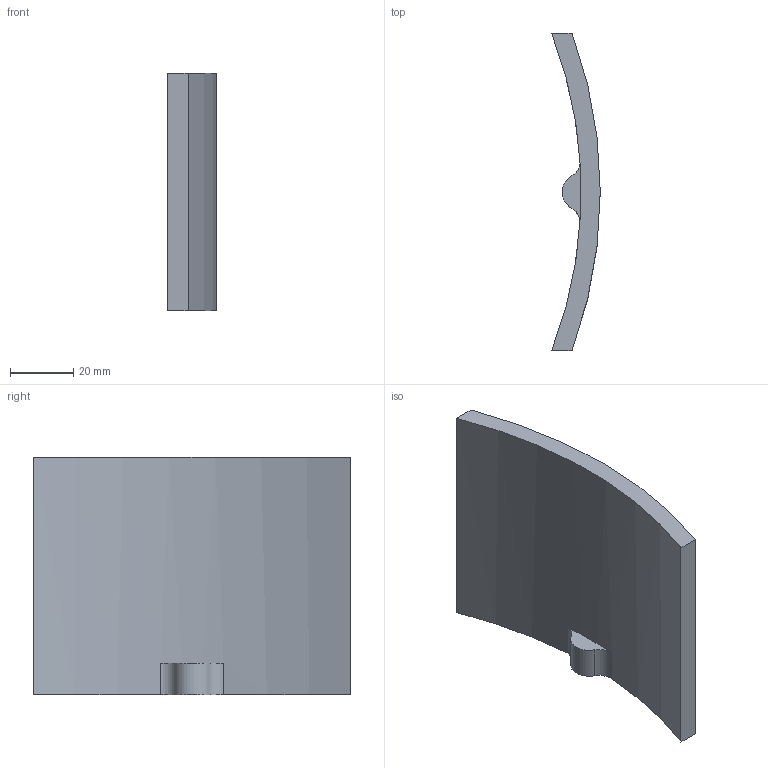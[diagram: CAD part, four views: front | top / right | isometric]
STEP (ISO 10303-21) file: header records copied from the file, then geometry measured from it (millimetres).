
FILE_DESCRIPTION(/* description */ (''),/* implementation_level */ '2;1');
FILE_NAME(/* name */ 'Кожух малый.stp',/* time_stamp */ '2025-02-10T20:45:10+03:00',/* author */ ('User'),/* organization */ (''),/* preprocessor_version */ 'ST-DEVELOPER v18.1',/* originating_system */ 'Autodesk Inventor 2022',/* authorisation */ '');
FILE_SCHEMA (('AUTOMOTIVE_DESIGN { 1 0 10303 214 3 1 1 }'));
Length unit declared in the file: millimetre
Products named in the file (1): Кожух малый
Bounding box: 15.3 x 100 x 75 mm (x, y, z)
Volume: 46499.9 mm3; surface area: 17776.5 mm2
Topology: 1 solids, 1 shells, 13 faces, 29 edges, 19 vertices
Faces by surface type: cylinder 6, plane 6, cone 1
Full cylindrical faces by diameter (mm): 3.9 x1
Entity records: 414 total; most frequent: DIRECTION 72, CARTESIAN_POINT 62, ORIENTED_EDGE 58, EDGE_CURVE 29, AXIS2_PLACEMENT_3D 29, VERTEX_POINT 19, CIRCLE 15, EDGE_LOOP 14
